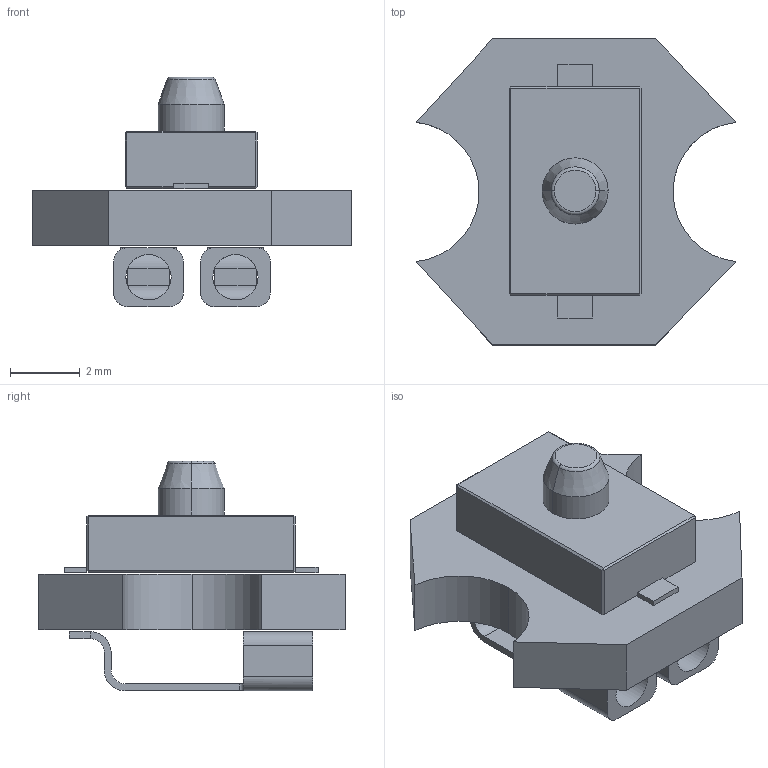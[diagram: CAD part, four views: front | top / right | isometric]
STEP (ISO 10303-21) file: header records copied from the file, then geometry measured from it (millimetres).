
FILE_DESCRIPTION (( 'STEP AP214' ), '1' );
FILE_NAME ('TouchPointV1.step', '2020-04-03T20:24:45', ( '' ), ( '' ), 'SwSTEP 2.0', 'SolidWorks 2018', '' );
FILE_SCHEMA (( 'AUTOMOTIVE_DESIGN' ));
Length unit declared in the file: millimetre
Products named in the file (7): COMPOUND.step; switchmodel.step; avx-70-9296-001-017-006_70-9296-001-017-006.step; TouchPointV1.step; SOLID.step; TouchPointV1; SOLID-0.step
Assembly tree (7 placements, depth 4):
  TouchPointV1
    TouchPointV1.step
      avx-70-9296-001-017-006_70-9296-001-017-006.step  x2
        SOLID.step
      switchmodel.step
        COMPOUND.step
      SOLID-0.step
Bounding box: 9.2 x 8.8 x 6.6 mm (x, y, z)
Volume: 146.7 mm3; surface area: 352.5 mm2
Topology: 7 solids, 7 shells, 195 faces, 483 edges, 308 vertices
Faces by surface type: plane 160, cylinder 31, torus 2, cone 2
Entity records: 4040 total; most frequent: CARTESIAN_POINT 1241, ORIENTED_EDGE 596, DIRECTION 407, EDGE_CURVE 298, VERTEX_POINT 187, B_SPLINE_CURVE_WITH_KNOTS 185, AXIS2_PLACEMENT_3D 155, EDGE_LOOP 133
